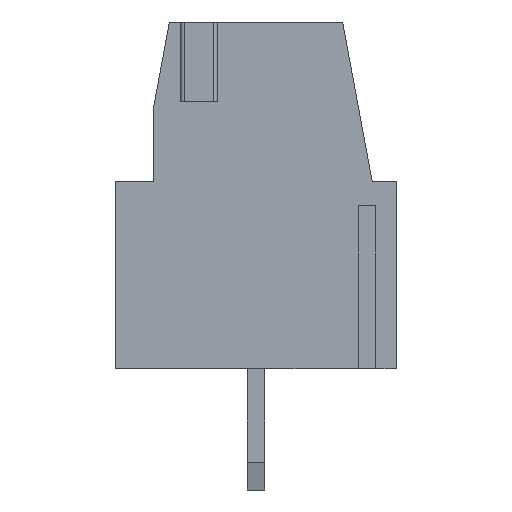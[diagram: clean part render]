
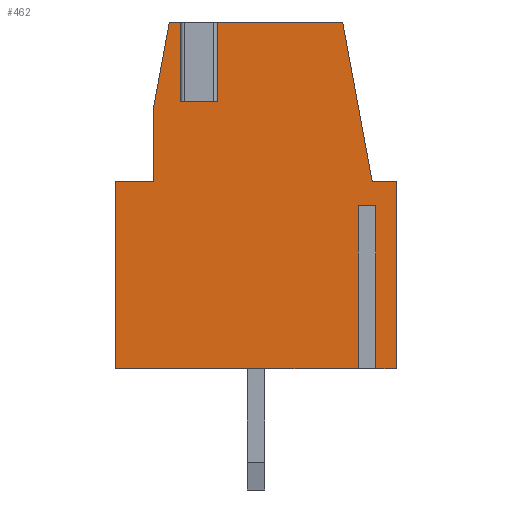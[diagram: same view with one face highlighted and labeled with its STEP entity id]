
A CAD part, front view. The second image highlights one B-rep face of the part: STEP entity #462.
In plain terms, the highlighted planar face has unit normal (0, -1, 0).
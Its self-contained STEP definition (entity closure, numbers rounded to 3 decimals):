
#462 = ADVANCED_FACE( '', ( #939 ), #940, .F. );
#939 = FACE_OUTER_BOUND( '', #1448, .T. );
#940 = PLANE( '', #1449 );
#1448 = EDGE_LOOP( '', ( #2649, #2650, #2651, #2652, #2653, #2654, #2655, #2656, #2657, #2658, #2659, #2660, #2661, #2662, #2663, #2664, #2665 ) );
#1449 = AXIS2_PLACEMENT_3D( '', #2666, #2667, #2668 );
#2649 = ORIENTED_EDGE( '', *, *, #3621, .T. );
#2650 = ORIENTED_EDGE( '', *, *, #3336, .T. );
#2651 = ORIENTED_EDGE( '', *, *, #3736, .T. );
#2652 = ORIENTED_EDGE( '', *, *, #3304, .F. );
#2653 = ORIENTED_EDGE( '', *, *, #3381, .F. );
#2654 = ORIENTED_EDGE( '', *, *, #3650, .F. );
#2655 = ORIENTED_EDGE( '', *, *, #3242, .T. );
#2656 = ORIENTED_EDGE( '', *, *, #3494, .F. );
#2657 = ORIENTED_EDGE( '', *, *, #3376, .F. );
#2658 = ORIENTED_EDGE( '', *, *, #3469, .F. );
#2659 = ORIENTED_EDGE( '', *, *, #3737, .F. );
#2660 = ORIENTED_EDGE( '', *, *, #3646, .T. );
#2661 = ORIENTED_EDGE( '', *, *, #3738, .F. );
#2662 = ORIENTED_EDGE( '', *, *, #3307, .F. );
#2663 = ORIENTED_EDGE( '', *, *, #3605, .T. );
#2664 = ORIENTED_EDGE( '', *, *, #3739, .F. );
#2665 = ORIENTED_EDGE( '', *, *, #3740, .F. );
#2666 = CARTESIAN_POINT( '', ( -0.15, 0., 0. ) );
#2667 = DIRECTION( '', ( 0., 1., 0. ) );
#2668 = DIRECTION( '', ( -1., 0., 0. ) );
#3242 = EDGE_CURVE( '', #3891, #3889, #3892, .T. );
#3304 = EDGE_CURVE( '', #4000, #4002, #4003, .T. );
#3307 = EDGE_CURVE( '', #4006, #4007, #4008, .T. );
#3336 = EDGE_CURVE( '', #4056, #4057, #4058, .T. );
#3376 = EDGE_CURVE( '', #4123, #4125, #4126, .T. );
#3381 = EDGE_CURVE( '', #4132, #4000, #4134, .T. );
#3469 = EDGE_CURVE( '', #4274, #4123, #4276, .T. );
#3494 = EDGE_CURVE( '', #4125, #3889, #4316, .T. );
#3605 = EDGE_CURVE( '', #4006, #4493, #4495, .T. );
#3621 = EDGE_CURVE( '', #4512, #4056, #4514, .T. );
#3646 = EDGE_CURVE( '', #4545, #4546, #4547, .T. );
#3650 = EDGE_CURVE( '', #3891, #4132, #4551, .T. );
#3736 = EDGE_CURVE( '', #4057, #4002, #4662, .T. );
#3737 = EDGE_CURVE( '', #4545, #4274, #4663, .T. );
#3738 = EDGE_CURVE( '', #4007, #4546, #4664, .T. );
#3739 = EDGE_CURVE( '', #4665, #4493, #4666, .T. );
#3740 = EDGE_CURVE( '', #4512, #4665, #4667, .T. );
#3889 = VERTEX_POINT( '', #4846 );
#3891 = VERTEX_POINT( '', #4849 );
#3892 = LINE( '', #4850, #4851 );
#4000 = VERTEX_POINT( '', #5001 );
#4002 = VERTEX_POINT( '', #5004 );
#4003 = LINE( '', #5005, #5006 );
#4006 = VERTEX_POINT( '', #5010 );
#4007 = VERTEX_POINT( '', #5011 );
#4008 = LINE( '', #5012, #5013 );
#4056 = VERTEX_POINT( '', #5079 );
#4057 = VERTEX_POINT( '', #5080 );
#4058 = LINE( '', #5081, #5082 );
#4123 = VERTEX_POINT( '', #5177 );
#4125 = VERTEX_POINT( '', #5180 );
#4126 = LINE( '', #5181, #5182 );
#4132 = VERTEX_POINT( '', #5189 );
#4134 = LINE( '', #5192, #5193 );
#4274 = VERTEX_POINT( '', #5394 );
#4276 = LINE( '', #5397, #5398 );
#4316 = LINE( '', #5454, #5455 );
#4493 = VERTEX_POINT( '', #5720 );
#4495 = LINE( '', #5723, #5724 );
#4512 = VERTEX_POINT( '', #5750 );
#4514 = LINE( '', #5753, #5754 );
#4545 = VERTEX_POINT( '', #5801 );
#4546 = VERTEX_POINT( '', #5802 );
#4547 = LINE( '', #5803, #5804 );
#4551 = LINE( '', #5810, #5811 );
#4662 = LINE( '', #5981, #5982 );
#4663 = LINE( '', #5983, #5984 );
#4664 = LINE( '', #5985, #5986 );
#4665 = VERTEX_POINT( '', #5987 );
#4666 = LINE( '', #5988, #5989 );
#4667 = LINE( '', #5990, #5991 );
#4846 = CARTESIAN_POINT( '', ( -0.596, 0., 4.7 ) );
#4849 = CARTESIAN_POINT( '', ( -1.104, 0., 4.7 ) );
#4850 = CARTESIAN_POINT( '', ( -1.104, 0., 4.7 ) );
#4851 = VECTOR( '', #6198, 1000. );
#5001 = CARTESIAN_POINT( '', ( -8.1, 0., 0. ) );
#5004 = CARTESIAN_POINT( '', ( -8.1, 0., 5.4 ) );
#5005 = CARTESIAN_POINT( '', ( -8.1, 0., 0. ) );
#5006 = VECTOR( '', #6260, 1000. );
#5010 = CARTESIAN_POINT( '', ( -5.446, 0., 7.7 ) );
#5011 = CARTESIAN_POINT( '', ( -5.446, 0., 10. ) );
#5012 = CARTESIAN_POINT( '', ( -5.446, 0., 7.7 ) );
#5013 = VECTOR( '', #6262, 1000. );
#5079 = CARTESIAN_POINT( '', ( -7., 0., 7.572 ) );
#5080 = CARTESIAN_POINT( '', ( -7., 0., 5.4 ) );
#5081 = CARTESIAN_POINT( '', ( -7., 0., 7.572 ) );
#5082 = VECTOR( '', #6293, 1000. );
#5177 = CARTESIAN_POINT( '', ( 0., 0., 0. ) );
#5180 = CARTESIAN_POINT( '', ( -0.596, 0., 0. ) );
#5181 = CARTESIAN_POINT( '', ( 0., 0., 0. ) );
#5182 = VECTOR( '', #6328, 1000. );
#5189 = CARTESIAN_POINT( '', ( -1.104, 0., 0. ) );
#5192 = CARTESIAN_POINT( '', ( -1.104, 0., 0. ) );
#5193 = VECTOR( '', #6337, 1000. );
#5394 = CARTESIAN_POINT( '', ( 0., 0., 5.4 ) );
#5397 = CARTESIAN_POINT( '', ( 0., 0., 5.4 ) );
#5398 = VECTOR( '', #6418, 1000. );
#5454 = CARTESIAN_POINT( '', ( -0.596, 0., 0. ) );
#5455 = VECTOR( '', #6444, 1000. );
#5720 = CARTESIAN_POINT( '', ( -5.954, 0., 7.7 ) );
#5723 = CARTESIAN_POINT( '', ( -5.446, 0., 7.7 ) );
#5724 = VECTOR( '', #6552, 1000. );
#5750 = CARTESIAN_POINT( '', ( -6.55, 0., 10. ) );
#5753 = CARTESIAN_POINT( '', ( -6.55, 0., 10. ) );
#5754 = VECTOR( '', #6563, 1000. );
#5801 = CARTESIAN_POINT( '', ( -0.697, 0., 5.4 ) );
#5802 = CARTESIAN_POINT( '', ( -1.55, 0., 10. ) );
#5803 = CARTESIAN_POINT( '', ( -0.697, 0., 5.4 ) );
#5804 = VECTOR( '', #6580, 1000. );
#5810 = CARTESIAN_POINT( '', ( -1.104, 0., 4.7 ) );
#5811 = VECTOR( '', #6583, 1000. );
#5981 = CARTESIAN_POINT( '', ( -7., 0., 5.4 ) );
#5982 = VECTOR( '', #6646, 1000. );
#5983 = CARTESIAN_POINT( '', ( -0.697, 0., 5.4 ) );
#5984 = VECTOR( '', #6647, 1000. );
#5985 = CARTESIAN_POINT( '', ( -5.446, 0., 10. ) );
#5986 = VECTOR( '', #6648, 1000. );
#5987 = CARTESIAN_POINT( '', ( -5.954, 0., 10. ) );
#5988 = CARTESIAN_POINT( '', ( -5.954, 0., 10. ) );
#5989 = VECTOR( '', #6649, 1000. );
#5990 = CARTESIAN_POINT( '', ( -6.55, 0., 10. ) );
#5991 = VECTOR( '', #6650, 1000. );
#6198 = DIRECTION( '', ( 1., 0., 0. ) );
#6260 = DIRECTION( '', ( 0., 0., 1. ) );
#6262 = DIRECTION( '', ( 0., 0., 1. ) );
#6293 = DIRECTION( '', ( 0., 0., -1. ) );
#6328 = DIRECTION( '', ( -1., 0., 0. ) );
#6337 = DIRECTION( '', ( -1., 0., 0. ) );
#6418 = DIRECTION( '', ( 0., 0., -1. ) );
#6444 = DIRECTION( '', ( 0., 0., 1. ) );
#6552 = DIRECTION( '', ( -1., 0., 0. ) );
#6563 = DIRECTION( '', ( -0.182, 0., -0.983 ) );
#6580 = DIRECTION( '', ( -0.182, 0., 0.983 ) );
#6583 = DIRECTION( '', ( 0., 0., -1. ) );
#6646 = DIRECTION( '', ( -1., 0., 0. ) );
#6647 = DIRECTION( '', ( 1., 0., 0. ) );
#6648 = DIRECTION( '', ( 1., 0., 0. ) );
#6649 = DIRECTION( '', ( 0., 0., -1. ) );
#6650 = DIRECTION( '', ( 1., 0., 0. ) );
